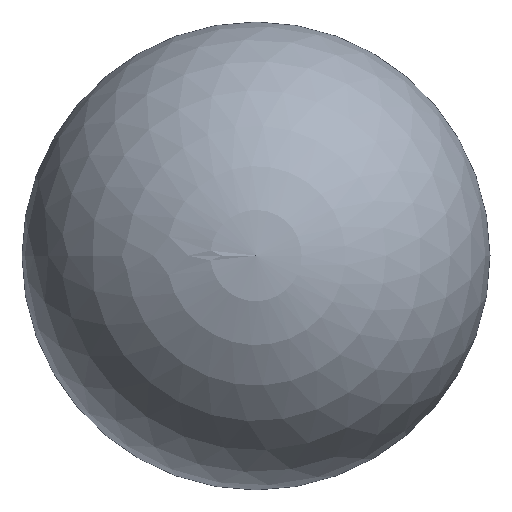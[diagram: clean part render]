
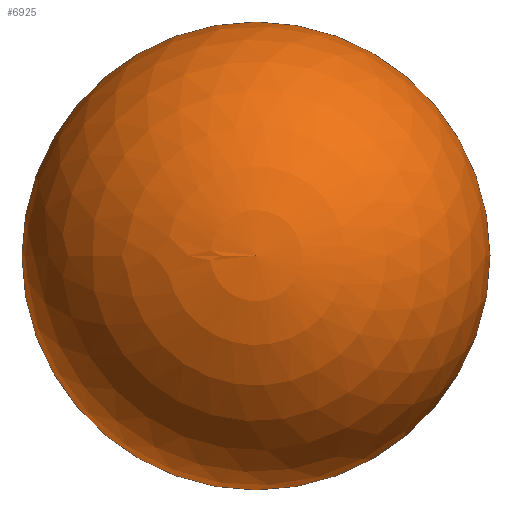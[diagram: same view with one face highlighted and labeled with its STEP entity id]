
A CAD part, top view. The second image highlights one B-rep face of the part: STEP entity #6925.
In plain terms, the highlighted spherical face has radius 16.85 mm.
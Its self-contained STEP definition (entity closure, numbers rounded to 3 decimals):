
#354 = CARTESIAN_POINT ( 'NONE',  ( 16.85, 0., 0. ) ) ;
#448 = ORIENTED_EDGE ( 'NONE', *, *, #3276, .F. ) ;
#2936 = CIRCLE ( 'NONE', #8781, 16.85 ) ;
#3276 = EDGE_CURVE ( 'NONE', #7948, #9918, #3996, .T. ) ;
#3763 = CARTESIAN_POINT ( 'NONE',  ( 0., 0., 0. ) ) ;
#3996 = CIRCLE ( 'NONE', #7882, 16.85 ) ;
#4185 = DIRECTION ( 'NONE',  ( -1., 0., 0. ) ) ;
#4394 = AXIS2_PLACEMENT_3D ( 'NONE', #3763, #8734, #6233 ) ;
#4436 = CARTESIAN_POINT ( 'NONE',  ( -16.85, 0., 0. ) ) ;
#4655 = DIRECTION ( 'NONE',  ( -1., 0., 0. ) ) ;
#4685 = CARTESIAN_POINT ( 'NONE',  ( 0., 0., 0. ) ) ;
#5133 = CARTESIAN_POINT ( 'NONE',  ( 0., 0., 0. ) ) ;
#5399 = SPHERICAL_SURFACE ( 'NONE', #4394, 16.85 ) ;
#5707 = EDGE_CURVE ( 'NONE', #9918, #7948, #2936, .T. ) ;
#6233 = DIRECTION ( 'NONE',  ( -1., 0., 0. ) ) ;
#6556 = FACE_OUTER_BOUND ( 'NONE', #6966, .T. ) ;
#6925 = ADVANCED_FACE ( 'NONE', ( #6556 ), #5399, .T. ) ;
#6966 = EDGE_LOOP ( 'NONE', ( #8160, #448 ) ) ;
#7108 = DIRECTION ( 'NONE',  ( 0., 0., -1. ) ) ;
#7575 = DIRECTION ( 'NONE',  ( 0., 0., -1. ) ) ;
#7882 = AXIS2_PLACEMENT_3D ( 'NONE', #4685, #7108, #4655 ) ;
#7948 = VERTEX_POINT ( 'NONE', #354 ) ;
#8160 = ORIENTED_EDGE ( 'NONE', *, *, #5707, .F. ) ;
#8734 = DIRECTION ( 'NONE',  ( 0., 0., 1. ) ) ;
#8781 = AXIS2_PLACEMENT_3D ( 'NONE', #5133, #7575, #4185 ) ;
#9918 = VERTEX_POINT ( 'NONE', #4436 ) ;
